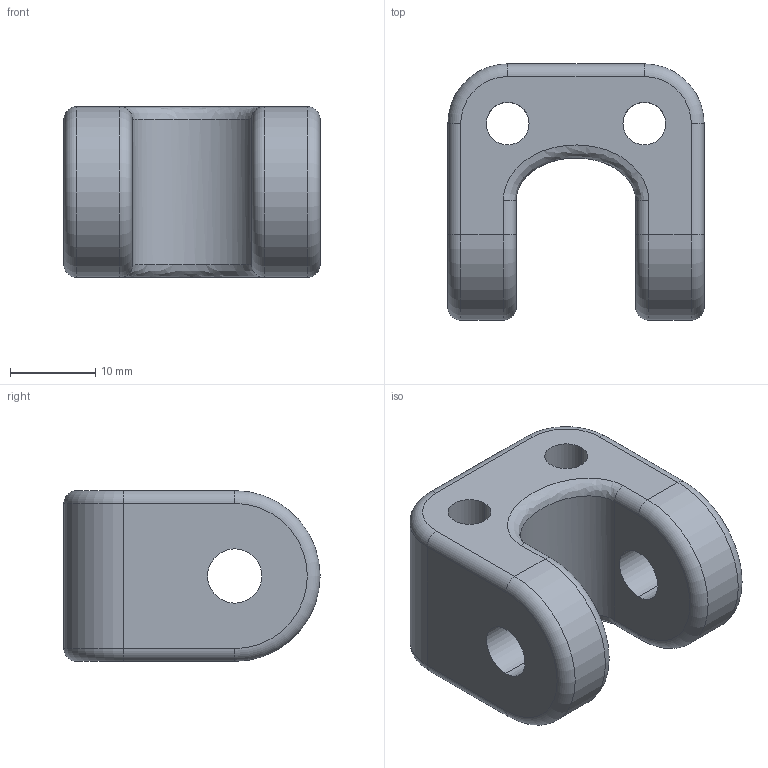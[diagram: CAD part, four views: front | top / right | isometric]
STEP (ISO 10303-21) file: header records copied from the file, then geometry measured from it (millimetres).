
FILE_DESCRIPTION((''),'2;1');
FILE_NAME('RAIL_HOLDER_BASE','2021-07-21T17:05:30',('bjgra'),(''),'CREO PARAMETRIC BY PTC INC, 2020281','CREO PARAMETRIC BY PTC INC, 2020281','');
FILE_SCHEMA(('CONFIG_CONTROL_DESIGN'));
Length unit declared in the file: millimetre
Products named in the file (1): RAIL_HOLDER_BASE
Bounding box: 30 x 30 x 20 mm (x, y, z)
Volume: 10434.5 mm3; surface area: 4428.6 mm2
Topology: 1 solids, 1 shells, 40 faces, 94 edges, 56 vertices
Faces by surface type: cylinder 22, torus 8, plane 7, bspline 2, extrusion 1
Entity records: 1443 total; most frequent: CARTESIAN_POINT 442, DIRECTION 219, ORIENTED_EDGE 188, EDGE_CURVE 94, AXIS2_PLACEMENT_3D 90, VERTEX_POINT 56, CIRCLE 52, EDGE_LOOP 48
